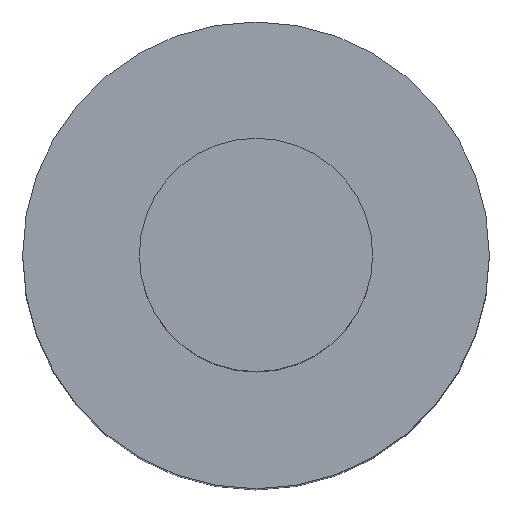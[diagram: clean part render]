
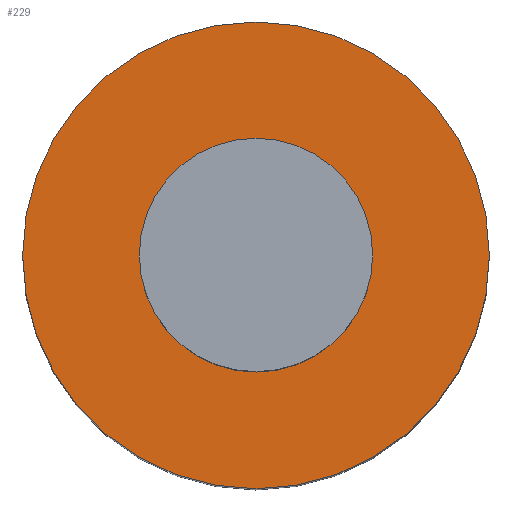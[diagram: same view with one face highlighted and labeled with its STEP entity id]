
A CAD part, top view. The second image highlights one B-rep face of the part: STEP entity #229.
In plain terms, the highlighted planar face has unit normal (0, 0, 1).
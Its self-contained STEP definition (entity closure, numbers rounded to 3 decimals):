
#12 = CARTESIAN_POINT ( 'NONE',  ( 0., 0., 3. ) ) ;
#15 = CIRCLE ( 'NONE', #194, 1. ) ;
#16 = CARTESIAN_POINT ( 'NONE',  ( 0., 0., 3. ) ) ;
#38 = DIRECTION ( 'NONE',  ( 1., 0., 0. ) ) ;
#39 = DIRECTION ( 'NONE',  ( 0., 0., -1. ) ) ;
#40 = CARTESIAN_POINT ( 'NONE',  ( 0., 0., 3. ) ) ;
#43 = DIRECTION ( 'NONE',  ( 1., 0., 0. ) ) ;
#47 = CARTESIAN_POINT ( 'NONE',  ( 1., 0., 3. ) ) ;
#48 = ORIENTED_EDGE ( 'NONE', *, *, #226, .T. ) ;
#61 = DIRECTION ( 'NONE',  ( 0., 0., 1. ) ) ;
#67 = DIRECTION ( 'NONE',  ( 1., 0., 0. ) ) ;
#71 = DIRECTION ( 'NONE',  ( 0., 0., 1. ) ) ;
#72 = DIRECTION ( 'NONE',  ( 1., 0., 0. ) ) ;
#77 = PLANE ( 'NONE',  #201 ) ;
#87 = DIRECTION ( 'NONE',  ( 0., 0., 1. ) ) ;
#89 = CARTESIAN_POINT ( 'NONE',  ( 0., 0., 3. ) ) ;
#90 = DIRECTION ( 'NONE',  ( 1., 0., 0. ) ) ;
#94 = CARTESIAN_POINT ( 'NONE',  ( 0., 0., 3. ) ) ;
#97 = CARTESIAN_POINT ( 'NONE',  ( -2., 0., 3. ) ) ;
#101 = ORIENTED_EDGE ( 'NONE', *, *, #237, .T. ) ;
#103 = ORIENTED_EDGE ( 'NONE', *, *, #255, .T. ) ;
#107 = CIRCLE ( 'NONE', #209, 2. ) ;
#115 = DIRECTION ( 'NONE',  ( 0., 0., -1. ) ) ;
#125 = FACE_OUTER_BOUND ( 'NONE', #297, .T. ) ;
#141 = VERTEX_POINT ( 'NONE', #208 ) ;
#142 = VERTEX_POINT ( 'NONE', #148 ) ;
#148 = CARTESIAN_POINT ( 'NONE',  ( 2., 0., 3. ) ) ;
#154 = VERTEX_POINT ( 'NONE', #97 ) ;
#176 = CIRCLE ( 'NONE', #197, 2. ) ;
#194 = AXIS2_PLACEMENT_3D ( 'NONE', #16, #115, #43 ) ;
#196 = AXIS2_PLACEMENT_3D ( 'NONE', #40, #39, #38 ) ;
#197 = AXIS2_PLACEMENT_3D ( 'NONE', #12, #61, #67 ) ;
#201 = AXIS2_PLACEMENT_3D ( 'NONE', #94, #71, #72 ) ;
#208 = CARTESIAN_POINT ( 'NONE',  ( -1., 0., 3. ) ) ;
#209 = AXIS2_PLACEMENT_3D ( 'NONE', #89, #87, #90 ) ;
#226 = EDGE_CURVE ( 'NONE', #142, #154, #107, .T. ) ;
#229 = ADVANCED_FACE ( 'NONE', ( #283, #125 ), #77, .T. ) ;
#237 = EDGE_CURVE ( 'NONE', #154, #142, #176, .T. ) ;
#238 = VERTEX_POINT ( 'NONE', #47 ) ;
#242 = CIRCLE ( 'NONE', #196, 1. ) ;
#252 = EDGE_CURVE ( 'NONE', #238, #141, #15, .T. ) ;
#255 = EDGE_CURVE ( 'NONE', #141, #238, #242, .T. ) ;
#268 = ORIENTED_EDGE ( 'NONE', *, *, #252, .T. ) ;
#283 = FACE_BOUND ( 'NONE', #286, .T. ) ;
#286 = EDGE_LOOP ( 'NONE', ( #268, #103 ) ) ;
#297 = EDGE_LOOP ( 'NONE', ( #48, #101 ) ) ;
